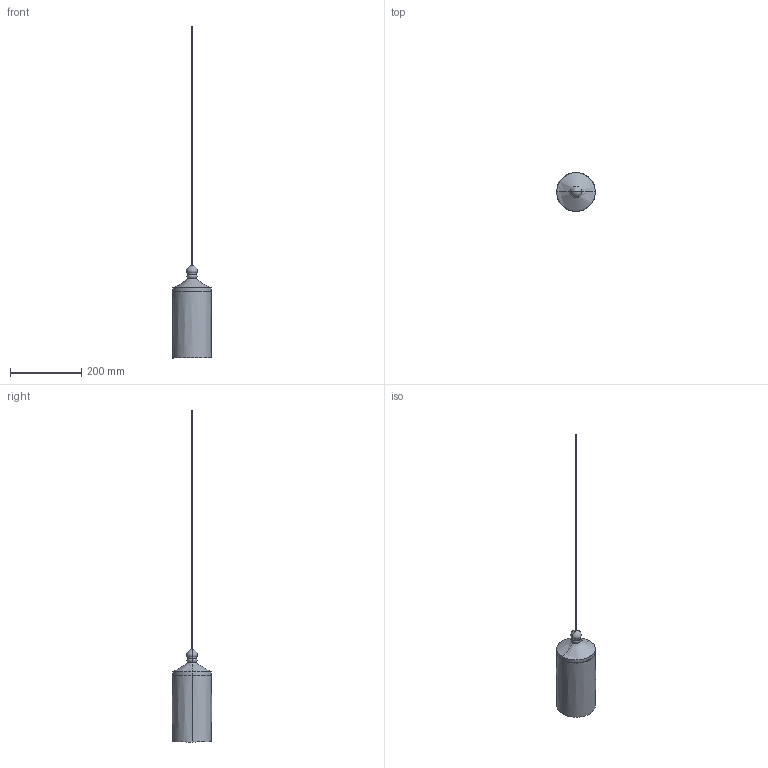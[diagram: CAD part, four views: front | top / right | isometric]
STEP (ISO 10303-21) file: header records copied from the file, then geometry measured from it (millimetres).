
FILE_DESCRIPTION(/* description */ (''),/* implementation_level */ '2;1');
FILE_NAME(/* name */ '1744.13_Ebe',/* time_stamp */ '2023-03-14T18:05:18+01:00',/* author */ (''),/* organization */ (''),/* preprocessor_version */ 'ST-DEVELOPER v16.5',/* originating_system */ 'Rhino 7.15',/* authorisation */ '');
FILE_SCHEMA (('CONFIG_CONTROL_DESIGN'));
Length unit declared in the file: millimetre
Products named in the file (1): Document
Bounding box: 108.94 x 110.58 x 932.3 mm (x, y, z)
Volume: 42107.9 mm3; surface area: 106427.8 mm2
Topology: 1 solids, 9 shells, 27 faces, 125 edges, 159 vertices
Faces by surface type: bspline 20, cylinder 4, plane 3
Entity records: 2205 total; most frequent: CARTESIAN_POINT 1745, ORIENTED_EDGE 100, EDGE_CURVE 64, VERTEX_POINT 41, B_SPLINE_CURVE_WITH_KNOTS 34, ADVANCED_FACE 27, FACE_OUTER_BOUND 27, EDGE_LOOP 27
